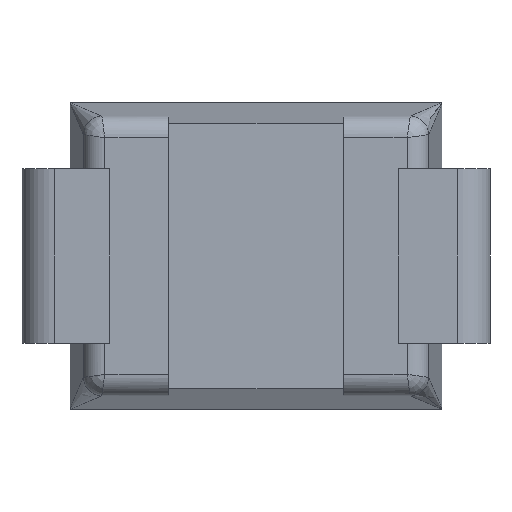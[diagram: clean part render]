
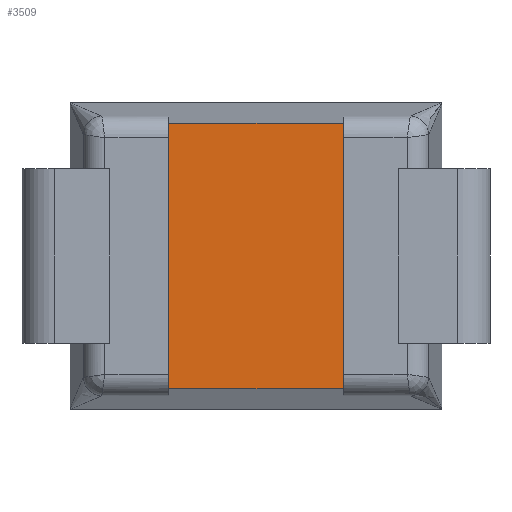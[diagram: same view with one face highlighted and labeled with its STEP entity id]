
A CAD part, front view. The second image highlights one B-rep face of the part: STEP entity #3509.
In plain terms, the highlighted planar face has unit normal (0, -1, 0).
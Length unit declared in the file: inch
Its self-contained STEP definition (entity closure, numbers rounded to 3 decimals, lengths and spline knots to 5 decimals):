
#27 = EDGE_CURVE ( 'NONE', #672, #751, #1670, .T. ) ;
#264 = CARTESIAN_POINT ( 'NONE',  ( -0.04, 0.008, -0.06072 ) ) ;
#408 = LINE ( 'NONE', #264, #3571 ) ;
#431 = EDGE_LOOP ( 'NONE', ( #1600, #3807, #2085, #1260 ) ) ;
#672 = VERTEX_POINT ( 'NONE', #1077 ) ;
#751 = VERTEX_POINT ( 'NONE', #2054 ) ;
#805 = LINE ( 'NONE', #950, #4193 ) ;
#950 = CARTESIAN_POINT ( 'NONE',  ( 0.04, 0.008, 0.14287 ) ) ;
#1032 = EDGE_CURVE ( 'NONE', #751, #1223, #805, .T. ) ;
#1077 = CARTESIAN_POINT ( 'NONE',  ( -0.04, 0.008, 0.06072 ) ) ;
#1223 = VERTEX_POINT ( 'NONE', #2213 ) ;
#1260 = ORIENTED_EDGE ( 'NONE', *, *, #1032, .F. ) ;
#1286 = DIRECTION ( 'NONE',  ( 0., 0., -1. ) ) ;
#1451 = CARTESIAN_POINT ( 'NONE',  ( -0.04, 0.008, 0.06072 ) ) ;
#1579 = DIRECTION ( 'NONE',  ( 0., 0., 1. ) ) ;
#1600 = ORIENTED_EDGE ( 'NONE', *, *, #27, .F. ) ;
#1670 = LINE ( 'NONE', #1451, #2504 ) ;
#1827 = FACE_OUTER_BOUND ( 'NONE', #431, .T. ) ;
#1917 = EDGE_CURVE ( 'NONE', #2718, #1223, #408, .T. ) ;
#1958 = CARTESIAN_POINT ( 'NONE',  ( -0.04, 0.008, 0.14287 ) ) ;
#2042 = AXIS2_PLACEMENT_3D ( 'NONE', #1958, #3229, #1579 ) ;
#2054 = CARTESIAN_POINT ( 'NONE',  ( 0.04, 0.008, 0.06072 ) ) ;
#2085 = ORIENTED_EDGE ( 'NONE', *, *, #1917, .T. ) ;
#2159 = DIRECTION ( 'NONE',  ( 1., 0., 0. ) ) ;
#2213 = CARTESIAN_POINT ( 'NONE',  ( 0.04, 0.008, -0.06072 ) ) ;
#2272 = DIRECTION ( 'NONE',  ( 0., 0., -1. ) ) ;
#2504 = VECTOR ( 'NONE', #2159, 39.37008 ) ;
#2554 = DIRECTION ( 'NONE',  ( 1., 0., 0. ) ) ;
#2718 = VERTEX_POINT ( 'NONE', #3485 ) ;
#3229 = DIRECTION ( 'NONE',  ( 0., 1., 0. ) ) ;
#3265 = PLANE ( 'NONE',  #2042 ) ;
#3485 = CARTESIAN_POINT ( 'NONE',  ( -0.04, 0.008, -0.06072 ) ) ;
#3509 = ADVANCED_FACE ( 'NONE', ( #1827 ), #3265, .F. ) ;
#3561 = EDGE_CURVE ( 'NONE', #672, #2718, #3926, .T. ) ;
#3571 = VECTOR ( 'NONE', #2554, 39.37008 ) ;
#3663 = VECTOR ( 'NONE', #2272, 39.37008 ) ;
#3807 = ORIENTED_EDGE ( 'NONE', *, *, #3561, .T. ) ;
#3926 = LINE ( 'NONE', #4241, #3663 ) ;
#4193 = VECTOR ( 'NONE', #1286, 39.37008 ) ;
#4241 = CARTESIAN_POINT ( 'NONE',  ( -0.04, 0.008, 0.14287 ) ) ;
